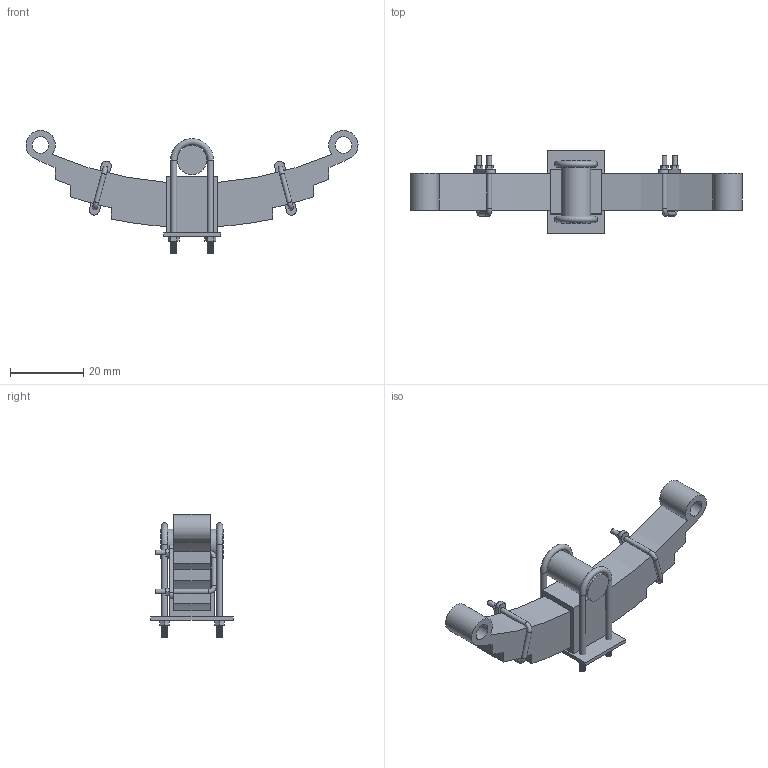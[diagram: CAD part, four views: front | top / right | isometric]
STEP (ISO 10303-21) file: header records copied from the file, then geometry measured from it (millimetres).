
FILE_DESCRIPTION(/* description */ (''),/* implementation_level */ '2;1');
FILE_NAME(/* name */ 'Leaf Spring .step',/* time_stamp */ '2020-11-03T20:50:31+05:00',/* author */ (''),/* organization */ (''),/* preprocessor_version */ 'ST-DEVELOPER v18.1',/* originating_system */ 'Autodesk Translation Framework v9.3.0.1241',/* authorisation */ '');
FILE_SCHEMA (('AUTOMOTIVE_DESIGN { 1 0 10303 214 3 1 1 }'));
Length unit declared in the file: millimetre
Products named in the file (4): leaf spring Utsav; Component1; Component2; Component4
Assembly tree (3 placements, depth 2):
  leaf spring Utsav
    Component1
    Component2
    Component4
Bounding box: 90.42 x 22.44 x 33.52 mm (x, y, z)
Volume: 11402.8 mm3; surface area: 7447 mm2
Topology: 25 solids, 25 shells, 337 faces, 851 edges, 566 vertices
Faces by surface type: plane 168, cylinder 155, bspline 8, torus 6
Full cylindrical faces by diameter (mm): 1.296 x2, 1.3 x10, 1.339 x24, 1.7 x4, 1.738 x36, 4.5 x2, 8 x1
Entity records: 17157 total; most frequent: CARTESIAN_POINT 9297, ORIENTED_EDGE 1702, DIRECTION 1375, EDGE_CURVE 851, VERTEX_POINT 566, LINE 495, VECTOR 495, AXIS2_PLACEMENT_3D 440
